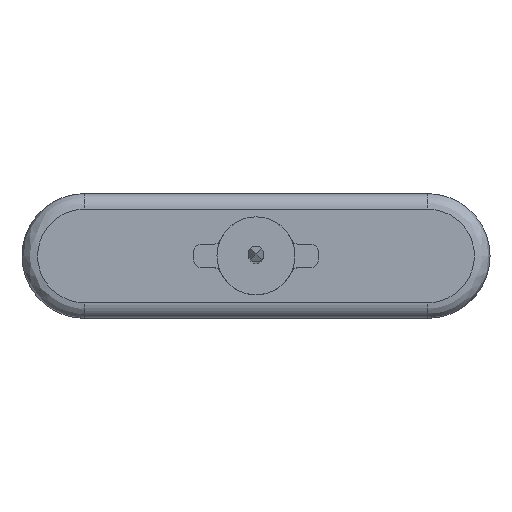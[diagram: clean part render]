
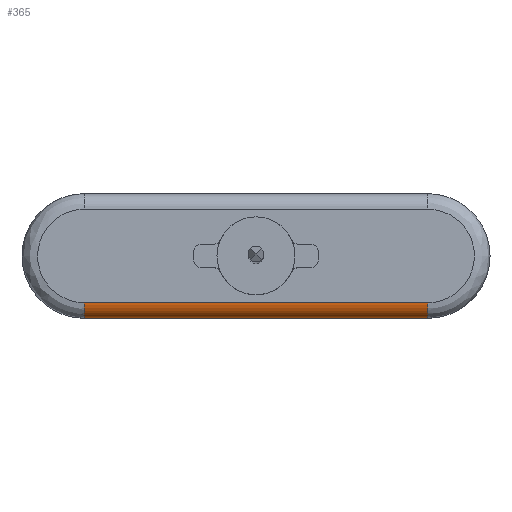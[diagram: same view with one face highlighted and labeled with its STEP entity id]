
A CAD part, top view. The second image highlights one B-rep face of the part: STEP entity #365.
In plain terms, the highlighted cylindrical face has radius 2 mm (diameter 4 mm), a partial arc.
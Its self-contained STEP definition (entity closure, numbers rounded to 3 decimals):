
#27 = LINE ( 'NONE', #604, #82 ) ;
#39 = ORIENTED_EDGE ( 'NONE', *, *, #96, .T. ) ;
#66 = FACE_OUTER_BOUND ( 'NONE', #1375, .T. ) ;
#82 = VECTOR ( 'NONE', #483, 1000. ) ;
#96 = EDGE_CURVE ( 'NONE', #371, #427, #27, .T. ) ;
#154 = DIRECTION ( 'NONE',  ( 0., 0., 1. ) ) ;
#172 = DIRECTION ( 'NONE',  ( 1., 0., 0. ) ) ;
#176 = VERTEX_POINT ( 'NONE', #520 ) ;
#178 = AXIS2_PLACEMENT_3D ( 'NONE', #335, #1297, #1040 ) ;
#182 = EDGE_CURVE ( 'NONE', #176, #1051, #334, .T. ) ;
#286 = CARTESIAN_POINT ( 'NONE',  ( -30., -6., -2. ) ) ;
#334 = LINE ( 'NONE', #768, #437 ) ;
#335 = CARTESIAN_POINT ( 'NONE',  ( -22., -6., -2. ) ) ;
#365 = ADVANCED_FACE ( 'NONE', ( #66 ), #935, .T. ) ;
#371 = VERTEX_POINT ( 'NONE', #1380 ) ;
#400 = AXIS2_PLACEMENT_3D ( 'NONE', #286, #998, #154 ) ;
#427 = VERTEX_POINT ( 'NONE', #513 ) ;
#437 = VECTOR ( 'NONE', #172, 1000. ) ;
#483 = DIRECTION ( 'NONE',  ( -1., 0., 0. ) ) ;
#507 = CIRCLE ( 'NONE', #1077, 2. ) ;
#513 = CARTESIAN_POINT ( 'NONE',  ( -22., -6., 0. ) ) ;
#520 = CARTESIAN_POINT ( 'NONE',  ( -22., -8., -2. ) ) ;
#604 = CARTESIAN_POINT ( 'NONE',  ( -30., -6., 0. ) ) ;
#651 = ORIENTED_EDGE ( 'NONE', *, *, #1366, .F. ) ;
#768 = CARTESIAN_POINT ( 'NONE',  ( 0., -8., -2. ) ) ;
#933 = DIRECTION ( 'NONE',  ( 0., 0., 1. ) ) ;
#935 = CYLINDRICAL_SURFACE ( 'NONE', #400, 2. ) ;
#937 = DIRECTION ( 'NONE',  ( -1., 0., 0. ) ) ;
#998 = DIRECTION ( 'NONE',  ( -1., 0., 0. ) ) ;
#1040 = DIRECTION ( 'NONE',  ( 0., -1., 0. ) ) ;
#1051 = VERTEX_POINT ( 'NONE', #1539 ) ;
#1077 = AXIS2_PLACEMENT_3D ( 'NONE', #1421, #937, #933 ) ;
#1297 = DIRECTION ( 'NONE',  ( -1., 0., 0. ) ) ;
#1323 = EDGE_CURVE ( 'NONE', #1051, #371, #507, .T. ) ;
#1366 = EDGE_CURVE ( 'NONE', #176, #427, #1537, .T. ) ;
#1375 = EDGE_LOOP ( 'NONE', ( #651, #1531, #1386, #39 ) ) ;
#1380 = CARTESIAN_POINT ( 'NONE',  ( 22., -6., 0. ) ) ;
#1386 = ORIENTED_EDGE ( 'NONE', *, *, #1323, .T. ) ;
#1421 = CARTESIAN_POINT ( 'NONE',  ( 22., -6., -2. ) ) ;
#1531 = ORIENTED_EDGE ( 'NONE', *, *, #182, .T. ) ;
#1537 = CIRCLE ( 'NONE', #178, 2. ) ;
#1539 = CARTESIAN_POINT ( 'NONE',  ( 22., -8., -2. ) ) ;
